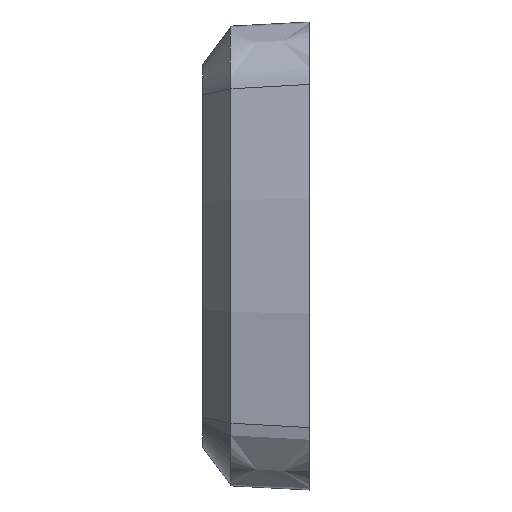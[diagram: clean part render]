
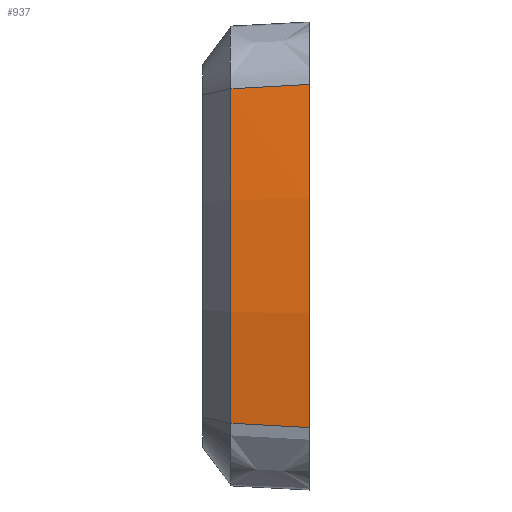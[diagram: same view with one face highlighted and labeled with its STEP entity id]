
A CAD part, left-side view. The second image highlights one B-rep face of the part: STEP entity #937.
In plain terms, the highlighted conical face has half-angle 3 degrees and reference radius 142.601 mm.
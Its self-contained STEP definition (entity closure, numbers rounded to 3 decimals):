
#937 = ADVANCED_FACE('',(#938),#976,.T.);
#938 = FACE_BOUND('',#939,.T.);
#939 = EDGE_LOOP('',(#940,#951,#960,#969));
#940 = ORIENTED_EDGE('',*,*,#941,.T.);
#941 = EDGE_CURVE('',#942,#944,#946,.T.);
#942 = VERTEX_POINT('',#943);
#943 = CARTESIAN_POINT('',(-42.179,0.,23.026));
#944 = VERTEX_POINT('',#945);
#945 = CARTESIAN_POINT('',(-41.716,10.505,
    22.441));
#946 = B_SPLINE_CURVE_WITH_KNOTS('',3,(#947,#948,#949,#950),
  .UNSPECIFIED.,.F.,.F.,(4,4),(0.,0.011),
  .PIECEWISE_BEZIER_KNOTS.);
#947 = CARTESIAN_POINT('',(-42.179,0.,23.026));
#948 = CARTESIAN_POINT('',(-42.025,3.502,22.831
    ));
#949 = CARTESIAN_POINT('',(-41.87,7.003,22.636
    ));
#950 = CARTESIAN_POINT('',(-41.716,10.505,
    22.441));
#951 = ORIENTED_EDGE('',*,*,#952,.T.);
#952 = EDGE_CURVE('',#944,#953,#955,.T.);
#953 = VERTEX_POINT('',#954);
#954 = CARTESIAN_POINT('',(-41.716,10.505,
    -22.441));
#955 = CIRCLE('',#956,142.051);
#956 = AXIS2_PLACEMENT_3D('',#957,#958,#959);
#957 = CARTESIAN_POINT('',(98.551,10.505,
    0.));
#958 = DIRECTION('',(0.,-1.,-0.));
#959 = DIRECTION('',(0.,0.,-1.));
#960 = ORIENTED_EDGE('',*,*,#961,.T.);
#961 = EDGE_CURVE('',#953,#962,#964,.T.);
#962 = VERTEX_POINT('',#963);
#963 = CARTESIAN_POINT('',(-42.179,0.,-23.026));
#964 = B_SPLINE_CURVE_WITH_KNOTS('',3,(#965,#966,#967,#968),
  .UNSPECIFIED.,.F.,.F.,(4,4),(0.004,0.014),
  .PIECEWISE_BEZIER_KNOTS.);
#965 = CARTESIAN_POINT('',(-41.716,10.505,
    -22.441));
#966 = CARTESIAN_POINT('',(-41.87,7.003,
    -22.636));
#967 = CARTESIAN_POINT('',(-42.025,3.502,-22.831
    ));
#968 = CARTESIAN_POINT('',(-42.179,0.,-23.026));
#969 = ORIENTED_EDGE('',*,*,#970,.T.);
#970 = EDGE_CURVE('',#962,#942,#971,.T.);
#971 = CIRCLE('',#972,142.601);
#972 = AXIS2_PLACEMENT_3D('',#973,#974,#975);
#973 = CARTESIAN_POINT('',(98.551,0.,0.));
#974 = DIRECTION('',(0.,1.,0.));
#975 = DIRECTION('',(0.,-0.,1.));
#976 = CONICAL_SURFACE('',#977,142.601,0.052);
#977 = AXIS2_PLACEMENT_3D('',#978,#979,#980);
#978 = CARTESIAN_POINT('',(98.551,0.,0.));
#979 = DIRECTION('',(-0.,-1.,-0.));
#980 = DIRECTION('',(0.,0.,1.));
